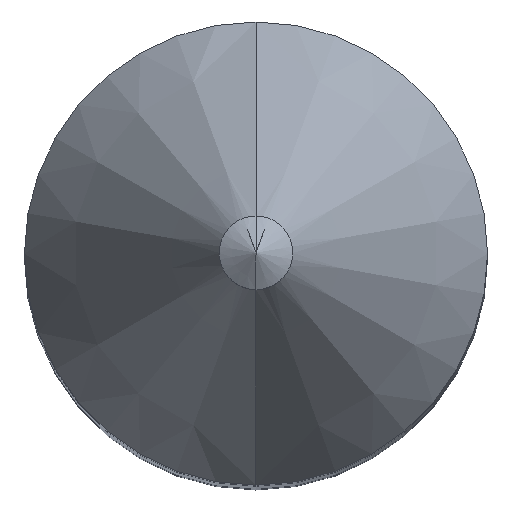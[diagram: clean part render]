
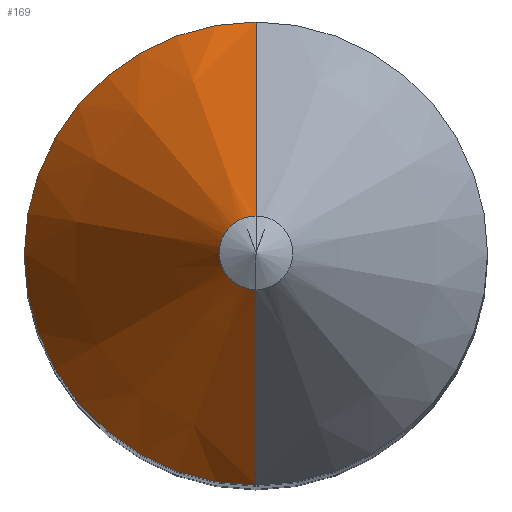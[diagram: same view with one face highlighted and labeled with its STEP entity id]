
A CAD part, top view. The second image highlights one B-rep face of the part: STEP entity #169.
In plain terms, the highlighted conical face has half-angle 30 degrees and reference radius 0.25 mm.
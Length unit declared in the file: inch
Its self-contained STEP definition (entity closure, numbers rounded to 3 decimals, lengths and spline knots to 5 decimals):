
#35 = CARTESIAN_POINT ( 'NONE',  ( 0., 0.062, 0.36817 ) ) ;
#46 = CARTESIAN_POINT ( 'NONE',  ( 0., -0.00985, 0.4585 ) ) ;
#75 = AXIS2_PLACEMENT_3D ( 'NONE', #254, #148, #157 ) ;
#86 = EDGE_CURVE ( 'NONE', #278, #128, #197, .T. ) ;
#98 = ORIENTED_EDGE ( 'NONE', *, *, #356, .F. ) ;
#128 = VERTEX_POINT ( 'NONE', #623 ) ;
#132 = DIRECTION ( 'NONE',  ( 0., 0., 1. ) ) ;
#148 = DIRECTION ( 'NONE',  ( 0., 0., 1. ) ) ;
#151 = CARTESIAN_POINT ( 'NONE',  ( 0., 0.00985, 0.4585 ) ) ;
#157 = DIRECTION ( 'NONE',  ( 0., -1., 0. ) ) ;
#163 = ORIENTED_EDGE ( 'NONE', *, *, #482, .F. ) ;
#169 = ADVANCED_FACE ( 'NONE', ( #573 ), #359, .T. ) ;
#171 = AXIS2_PLACEMENT_3D ( 'NONE', #342, #132, #555 ) ;
#197 = CIRCLE ( 'NONE', #171, 0.062 ) ;
#236 = VERTEX_POINT ( 'NONE', #415 ) ;
#254 = CARTESIAN_POINT ( 'NONE',  ( 0., 0., 0.4585 ) ) ;
#278 = VERTEX_POINT ( 'NONE', #35 ) ;
#318 = ORIENTED_EDGE ( 'NONE', *, *, #513, .T. ) ;
#342 = CARTESIAN_POINT ( 'NONE',  ( 0., 0., 0.36817 ) ) ;
#356 = EDGE_CURVE ( 'NONE', #360, #128, #634, .T. ) ;
#359 = CONICAL_SURFACE ( 'NONE', #687, 0.00985, 0.524 ) ;
#360 = VERTEX_POINT ( 'NONE', #481 ) ;
#365 = DIRECTION ( 'NONE',  ( 0., -0.5, -0.866 ) ) ;
#388 = EDGE_LOOP ( 'NONE', ( #163, #318, #557, #98 ) ) ;
#410 = LINE ( 'NONE', #151, #438 ) ;
#415 = CARTESIAN_POINT ( 'NONE',  ( 0., 0.00985, 0.4585 ) ) ;
#438 = VECTOR ( 'NONE', #624, 39.37008 ) ;
#455 = CARTESIAN_POINT ( 'NONE',  ( 0., 0., 0.4585 ) ) ;
#481 = CARTESIAN_POINT ( 'NONE',  ( 0., -0.00985, 0.4585 ) ) ;
#482 = EDGE_CURVE ( 'NONE', #236, #360, #650, .T. ) ;
#503 = VECTOR ( 'NONE', #365, 39.37008 ) ;
#513 = EDGE_CURVE ( 'NONE', #236, #278, #410, .T. ) ;
#555 = DIRECTION ( 'NONE',  ( 0., -1., 0. ) ) ;
#557 = ORIENTED_EDGE ( 'NONE', *, *, #86, .T. ) ;
#560 = DIRECTION ( 'NONE',  ( 0., -1., 0. ) ) ;
#573 = FACE_OUTER_BOUND ( 'NONE', #388, .T. ) ;
#623 = CARTESIAN_POINT ( 'NONE',  ( 0., -0.062, 0.36817 ) ) ;
#624 = DIRECTION ( 'NONE',  ( 0., 0.5, -0.866 ) ) ;
#634 = LINE ( 'NONE', #46, #503 ) ;
#650 = CIRCLE ( 'NONE', #75, 0.00985 ) ;
#672 = DIRECTION ( 'NONE',  ( 0., 0., -1. ) ) ;
#687 = AXIS2_PLACEMENT_3D ( 'NONE', #455, #672, #560 ) ;
